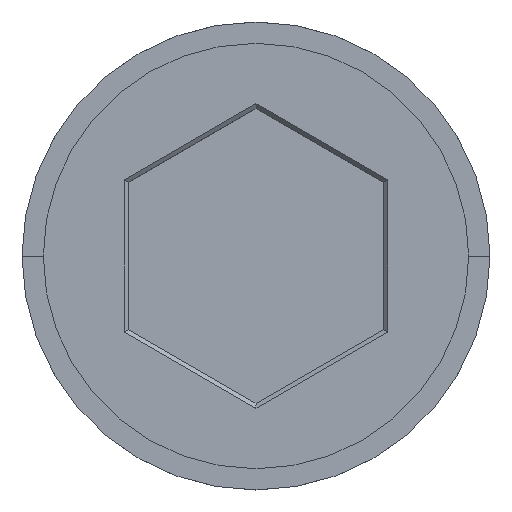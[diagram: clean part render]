
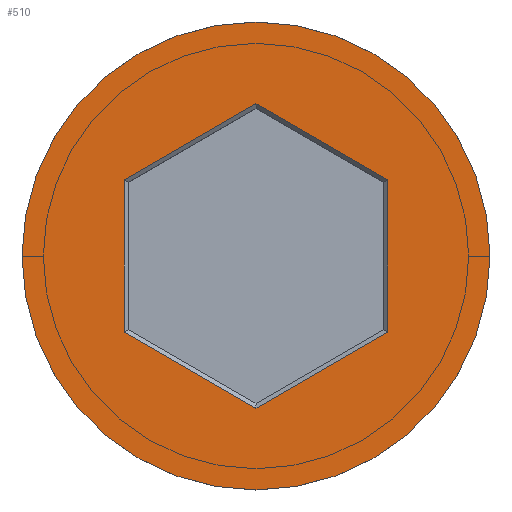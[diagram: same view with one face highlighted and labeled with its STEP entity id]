
A CAD part, top view. The second image highlights one B-rep face of the part: STEP entity #510.
In plain terms, the highlighted planar face has unit normal (0, 0, 1).
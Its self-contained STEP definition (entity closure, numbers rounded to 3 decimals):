
#27 = LINE ( 'NONE', #33, #1267 ) ;
#33 = CARTESIAN_POINT ( 'NONE',  ( 3.05, 1.819, 0. ) ) ;
#41 = ORIENTED_EDGE ( 'NONE', *, *, #171, .T. ) ;
#58 = EDGE_CURVE ( 'NONE', #860, #1203, #1130, .T. ) ;
#67 = CARTESIAN_POINT ( 'NONE',  ( 0.05, -3.551, 0. ) ) ;
#73 = DIRECTION ( 'NONE',  ( 1., 0., 0. ) ) ;
#74 = EDGE_CURVE ( 'NONE', #404, #844, #27, .T. ) ;
#84 = CIRCLE ( 'NONE', #1186, 5.5 ) ;
#118 = CARTESIAN_POINT ( 'NONE',  ( 3.1, -1.79, 0. ) ) ;
#144 = DIRECTION ( 'NONE',  ( 0., 1., 0. ) ) ;
#150 = EDGE_CURVE ( 'NONE', #525, #860, #308, .T. ) ;
#171 = EDGE_CURVE ( 'NONE', #844, #525, #1048, .T. ) ;
#185 = CARTESIAN_POINT ( 'NONE',  ( -0.05, 3.551, 0. ) ) ;
#207 = AXIS2_PLACEMENT_3D ( 'NONE', #318, #800, #1301 ) ;
#236 = CARTESIAN_POINT ( 'NONE',  ( -3.1, 1.732, 0. ) ) ;
#308 = LINE ( 'NONE', #67, #1132 ) ;
#318 = CARTESIAN_POINT ( 'NONE',  ( 0., 0., 0. ) ) ;
#346 = CIRCLE ( 'NONE', #207, 5.5 ) ;
#404 = VERTEX_POINT ( 'NONE', #568 ) ;
#427 = VECTOR ( 'NONE', #674, 1000. ) ;
#446 = VECTOR ( 'NONE', #543, 1000. ) ;
#452 = ORIENTED_EDGE ( 'NONE', *, *, #58, .T. ) ;
#486 = EDGE_CURVE ( 'NONE', #1203, #1278, #843, .T. ) ;
#510 = ADVANCED_FACE ( 'NONE', ( #740, #989 ), #1234, .T. ) ;
#525 = VERTEX_POINT ( 'NONE', #118 ) ;
#531 = EDGE_LOOP ( 'NONE', ( #730, #1518, #1327, #41, #813, #452 ) ) ;
#543 = DIRECTION ( 'NONE',  ( 0., -1., 0. ) ) ;
#561 = DIRECTION ( 'NONE',  ( -0.866, -0.5, 0. ) ) ;
#568 = CARTESIAN_POINT ( 'NONE',  ( 0., 3.58, 0. ) ) ;
#636 = CARTESIAN_POINT ( 'NONE',  ( -3.05, -1.819, 0. ) ) ;
#648 = CARTESIAN_POINT ( 'NONE',  ( -3.1, -1.79, 0. ) ) ;
#661 = VERTEX_POINT ( 'NONE', #1566 ) ;
#674 = DIRECTION ( 'NONE',  ( 0.866, 0.5, 0. ) ) ;
#725 = EDGE_CURVE ( 'NONE', #1598, #661, #346, .T. ) ;
#726 = CARTESIAN_POINT ( 'NONE',  ( 0., 0., 0. ) ) ;
#730 = ORIENTED_EDGE ( 'NONE', *, *, #486, .T. ) ;
#740 = FACE_BOUND ( 'NONE', #531, .T. ) ;
#758 = CARTESIAN_POINT ( 'NONE',  ( 5.5, 0., 0. ) ) ;
#800 = DIRECTION ( 'NONE',  ( 0., 0., 1. ) ) ;
#813 = ORIENTED_EDGE ( 'NONE', *, *, #150, .T. ) ;
#833 = ORIENTED_EDGE ( 'NONE', *, *, #1043, .T. ) ;
#843 = LINE ( 'NONE', #236, #1133 ) ;
#844 = VERTEX_POINT ( 'NONE', #1153 ) ;
#848 = AXIS2_PLACEMENT_3D ( 'NONE', #726, #1499, #875 ) ;
#860 = VERTEX_POINT ( 'NONE', #1527 ) ;
#868 = EDGE_CURVE ( 'NONE', #1278, #404, #1541, .T. ) ;
#875 = DIRECTION ( 'NONE',  ( 1., 0., 0. ) ) ;
#884 = CARTESIAN_POINT ( 'NONE',  ( 3.1, -1.732, 0. ) ) ;
#960 = DIRECTION ( 'NONE',  ( 0., 0., 1. ) ) ;
#989 = FACE_OUTER_BOUND ( 'NONE', #1358, .T. ) ;
#1004 = VECTOR ( 'NONE', #1099, 1000. ) ;
#1043 = EDGE_CURVE ( 'NONE', #661, #1598, #84, .T. ) ;
#1048 = LINE ( 'NONE', #884, #446 ) ;
#1065 = ORIENTED_EDGE ( 'NONE', *, *, #725, .T. ) ;
#1099 = DIRECTION ( 'NONE',  ( -0.866, 0.5, 0. ) ) ;
#1130 = LINE ( 'NONE', #636, #1004 ) ;
#1132 = VECTOR ( 'NONE', #561, 1000. ) ;
#1133 = VECTOR ( 'NONE', #144, 1000. ) ;
#1153 = CARTESIAN_POINT ( 'NONE',  ( 3.1, 1.79, 0. ) ) ;
#1186 = AXIS2_PLACEMENT_3D ( 'NONE', #1193, #960, #73 ) ;
#1193 = CARTESIAN_POINT ( 'NONE',  ( 0., 0., 0. ) ) ;
#1203 = VERTEX_POINT ( 'NONE', #648 ) ;
#1234 = PLANE ( 'NONE',  #848 ) ;
#1267 = VECTOR ( 'NONE', #1604, 1000. ) ;
#1278 = VERTEX_POINT ( 'NONE', #1395 ) ;
#1301 = DIRECTION ( 'NONE',  ( 1., 0., 0. ) ) ;
#1327 = ORIENTED_EDGE ( 'NONE', *, *, #74, .T. ) ;
#1358 = EDGE_LOOP ( 'NONE', ( #1065, #833 ) ) ;
#1395 = CARTESIAN_POINT ( 'NONE',  ( -3.1, 1.79, 0. ) ) ;
#1499 = DIRECTION ( 'NONE',  ( 0., 0., 1. ) ) ;
#1518 = ORIENTED_EDGE ( 'NONE', *, *, #868, .T. ) ;
#1527 = CARTESIAN_POINT ( 'NONE',  ( 0., -3.58, 0. ) ) ;
#1541 = LINE ( 'NONE', #185, #427 ) ;
#1566 = CARTESIAN_POINT ( 'NONE',  ( -5.5, 0., 0. ) ) ;
#1598 = VERTEX_POINT ( 'NONE', #758 ) ;
#1604 = DIRECTION ( 'NONE',  ( 0.866, -0.5, 0. ) ) ;
